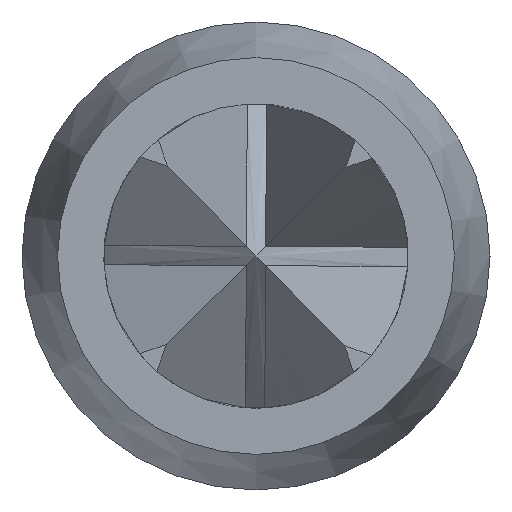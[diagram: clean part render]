
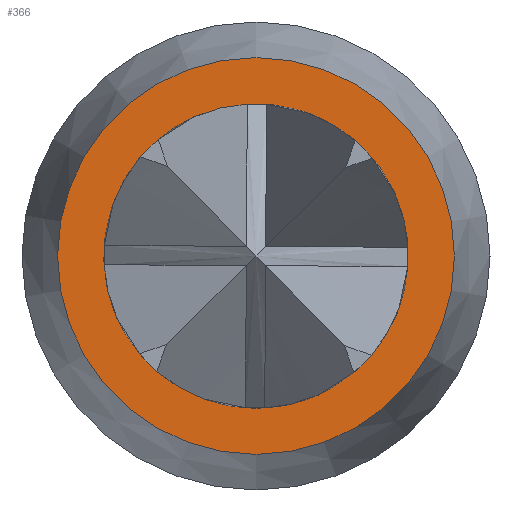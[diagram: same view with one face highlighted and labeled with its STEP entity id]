
A CAD part, left-side view. The second image highlights one B-rep face of the part: STEP entity #366.
In plain terms, the highlighted planar face has unit normal (-1, 0, 0).
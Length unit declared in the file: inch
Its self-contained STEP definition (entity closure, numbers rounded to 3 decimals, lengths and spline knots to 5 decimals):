
#50 = AXIS2_PLACEMENT_3D ( 'NONE', #345, #513, #847 ) ;
#51 = AXIS2_PLACEMENT_3D ( 'NONE', #166, #924, #584 ) ;
#166 = CARTESIAN_POINT ( 'NONE',  ( 0., 0., 0. ) ) ;
#206 = AXIS2_PLACEMENT_3D ( 'NONE', #818, #380, #388 ) ;
#253 = CARTESIAN_POINT ( 'NONE',  ( 0., 0., 0.0103 ) ) ;
#256 = ORIENTED_EDGE ( 'NONE', *, *, #953, .T. ) ;
#345 = CARTESIAN_POINT ( 'NONE',  ( 0., 0., 0. ) ) ;
#355 = CARTESIAN_POINT ( 'NONE',  ( 0., 0., -0.0079 ) ) ;
#366 = ADVANCED_FACE ( 'NONE', ( #1069, #377 ), #480, .F. ) ;
#377 = FACE_OUTER_BOUND ( 'NONE', #662, .T. ) ;
#380 = DIRECTION ( 'NONE',  ( 1., 0., 0. ) ) ;
#388 = DIRECTION ( 'NONE',  ( 0., 0., -1. ) ) ;
#480 = PLANE ( 'NONE',  #206 ) ;
#513 = DIRECTION ( 'NONE',  ( -1., 0., 0. ) ) ;
#520 = VERTEX_POINT ( 'NONE', #355 ) ;
#524 = ORIENTED_EDGE ( 'NONE', *, *, #550, .T. ) ;
#550 = EDGE_CURVE ( 'NONE', #520, #520, #574, .T. ) ;
#574 = CIRCLE ( 'NONE', #51, 0.0079 ) ;
#584 = DIRECTION ( 'NONE',  ( 0., 0., -1. ) ) ;
#662 = EDGE_LOOP ( 'NONE', ( #256 ) ) ;
#672 = EDGE_LOOP ( 'NONE', ( #524 ) ) ;
#764 = CIRCLE ( 'NONE', #50, 0.0103 ) ;
#818 = CARTESIAN_POINT ( 'NONE',  ( 0., 0.0103, 0. ) ) ;
#838 = VERTEX_POINT ( 'NONE', #253 ) ;
#847 = DIRECTION ( 'NONE',  ( 0., 0., 1. ) ) ;
#924 = DIRECTION ( 'NONE',  ( 1., 0., 0. ) ) ;
#953 = EDGE_CURVE ( 'NONE', #838, #838, #764, .T. ) ;
#1069 = FACE_BOUND ( 'NONE', #672, .T. ) ;
